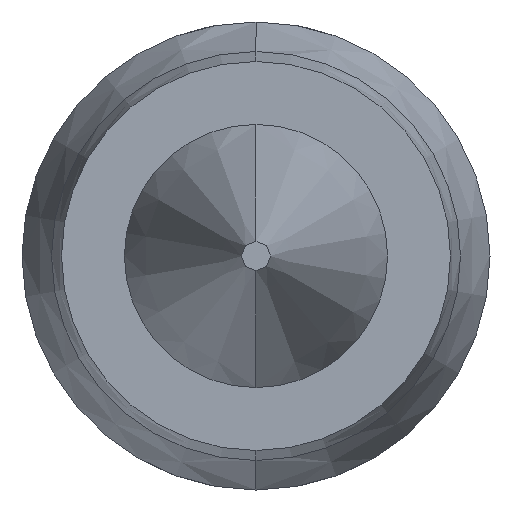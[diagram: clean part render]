
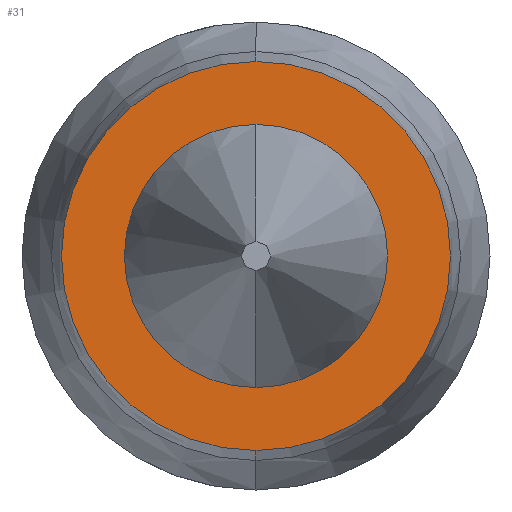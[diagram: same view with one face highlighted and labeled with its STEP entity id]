
A CAD part, left-side view. The second image highlights one B-rep face of the part: STEP entity #31.
In plain terms, the highlighted planar face has unit normal (-1, 0, 0).
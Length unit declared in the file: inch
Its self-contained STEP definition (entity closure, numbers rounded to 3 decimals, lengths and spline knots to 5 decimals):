
#21 = ORIENTED_EDGE ( 'NONE', *, *, #261, .T. ) ;
#31 = ADVANCED_FACE ( 'NONE', ( #74, #119 ), #444, .F. ) ;
#43 = ORIENTED_EDGE ( 'NONE', *, *, #676, .T. ) ;
#47 = AXIS2_PLACEMENT_3D ( 'NONE', #611, #260, #527 ) ;
#57 = DIRECTION ( 'NONE',  ( -1., 0., 0. ) ) ;
#72 = EDGE_CURVE ( 'NONE', #76, #757, #800, .T. ) ;
#74 = FACE_BOUND ( 'NONE', #513, .T. ) ;
#76 = VERTEX_POINT ( 'NONE', #481 ) ;
#91 = CARTESIAN_POINT ( 'NONE',  ( 0., 0., 0. ) ) ;
#98 = DIRECTION ( 'NONE',  ( -1., 0., 0. ) ) ;
#119 = FACE_OUTER_BOUND ( 'NONE', #739, .T. ) ;
#169 = VERTEX_POINT ( 'NONE', #722 ) ;
#183 = ORIENTED_EDGE ( 'NONE', *, *, #72, .T. ) ;
#191 = AXIS2_PLACEMENT_3D ( 'NONE', #218, #400, #545 ) ;
#201 = DIRECTION ( 'NONE',  ( 0., 0., 1. ) ) ;
#218 = CARTESIAN_POINT ( 'NONE',  ( 0., 0., 0. ) ) ;
#252 = AXIS2_PLACEMENT_3D ( 'NONE', #651, #98, #768 ) ;
#260 = DIRECTION ( 'NONE',  ( 1., 0., 0. ) ) ;
#261 = EDGE_CURVE ( 'NONE', #169, #777, #798, .T. ) ;
#282 = AXIS2_PLACEMENT_3D ( 'NONE', #385, #57, #201 ) ;
#291 = CARTESIAN_POINT ( 'NONE',  ( 0., 0., -0.0045 ) ) ;
#296 = AXIS2_PLACEMENT_3D ( 'NONE', #91, #413, #708 ) ;
#314 = ORIENTED_EDGE ( 'NONE', *, *, #667, .T. ) ;
#385 = CARTESIAN_POINT ( 'NONE',  ( 0., 0., 0. ) ) ;
#400 = DIRECTION ( 'NONE',  ( 1., 0., 0. ) ) ;
#413 = DIRECTION ( 'NONE',  ( 1., 0., 0. ) ) ;
#444 = PLANE ( 'NONE',  #47 ) ;
#481 = CARTESIAN_POINT ( 'NONE',  ( 0., 0., 0.0045 ) ) ;
#513 = EDGE_LOOP ( 'NONE', ( #183, #314 ) ) ;
#527 = DIRECTION ( 'NONE',  ( 0., 0., -1. ) ) ;
#540 = CIRCLE ( 'NONE', #296, 0.0045 ) ;
#545 = DIRECTION ( 'NONE',  ( 0., 0., -1. ) ) ;
#565 = CIRCLE ( 'NONE', #252, 0.00665 ) ;
#611 = CARTESIAN_POINT ( 'NONE',  ( 0., 0.0052, 0. ) ) ;
#651 = CARTESIAN_POINT ( 'NONE',  ( 0., 0., 0. ) ) ;
#667 = EDGE_CURVE ( 'NONE', #757, #76, #540, .T. ) ;
#676 = EDGE_CURVE ( 'NONE', #777, #169, #565, .T. ) ;
#708 = DIRECTION ( 'NONE',  ( 0., 0., -1. ) ) ;
#722 = CARTESIAN_POINT ( 'NONE',  ( 0., 0., -0.00665 ) ) ;
#739 = EDGE_LOOP ( 'NONE', ( #43, #21 ) ) ;
#754 = CARTESIAN_POINT ( 'NONE',  ( 0., 0., 0.00665 ) ) ;
#757 = VERTEX_POINT ( 'NONE', #291 ) ;
#768 = DIRECTION ( 'NONE',  ( 0., 0., 1. ) ) ;
#777 = VERTEX_POINT ( 'NONE', #754 ) ;
#798 = CIRCLE ( 'NONE', #282, 0.00665 ) ;
#800 = CIRCLE ( 'NONE', #191, 0.0045 ) ;
